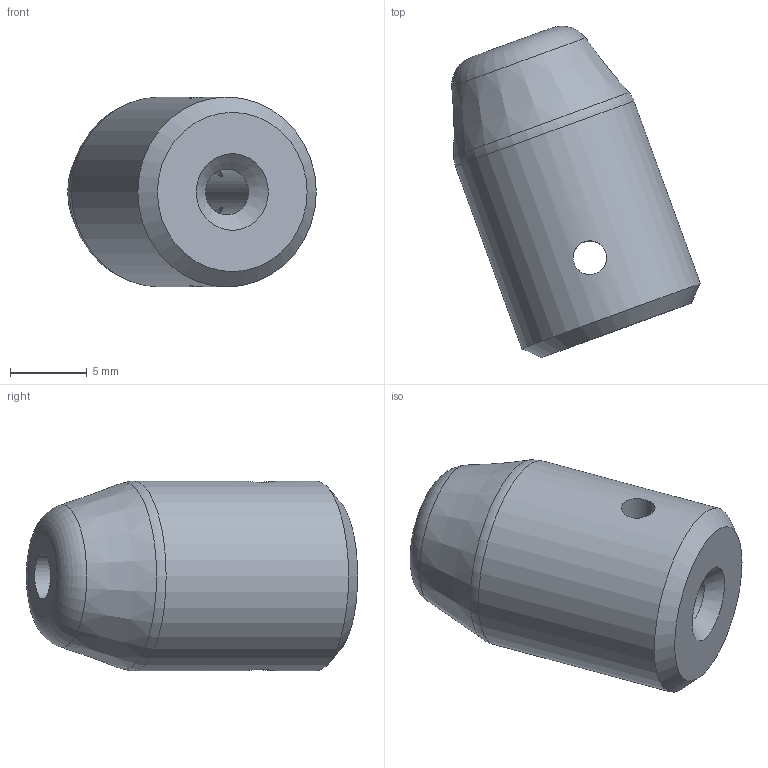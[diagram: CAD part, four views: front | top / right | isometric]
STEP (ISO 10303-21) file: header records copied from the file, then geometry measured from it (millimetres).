
FILE_DESCRIPTION(/* description */ (''),/* implementation_level */ '2;1');
FILE_NAME(/* name */ 'Leg Locker.step',/* time_stamp */ '2021-06-11T21:37:46+02:00',/* author */ (''),/* organization */ (''),/* preprocessor_version */ 'ST-DEVELOPER v18.1',/* originating_system */ 'Autodesk Translation Framework v10.9.0.1377',/* authorisation */ '');
FILE_SCHEMA (('AUTOMOTIVE_DESIGN { 1 0 10303 214 3 1 1 }'));
Length unit declared in the file: millimetre
Products named in the file (1): Leg Locker
Bounding box: 16.23 x 21.64 x 12.4 mm (x, y, z)
Volume: 1994.9 mm3; surface area: 1114.4 mm2
Topology: 1 solids, 1 shells, 11 faces, 34 edges, 23 vertices
Faces by surface type: cylinder 4, cone 3, plane 2, torus 2
Full cylindrical faces by diameter (mm): 2.2 x2, 3 x1, 12.4 x1
Entity records: 565 total; most frequent: CARTESIAN_POINT 217, ORIENTED_EDGE 68, DIRECTION 59, EDGE_CURVE 34, AXIS2_PLACEMENT_3D 25, VERTEX_POINT 23, EDGE_LOOP 15, CIRCLE 13
